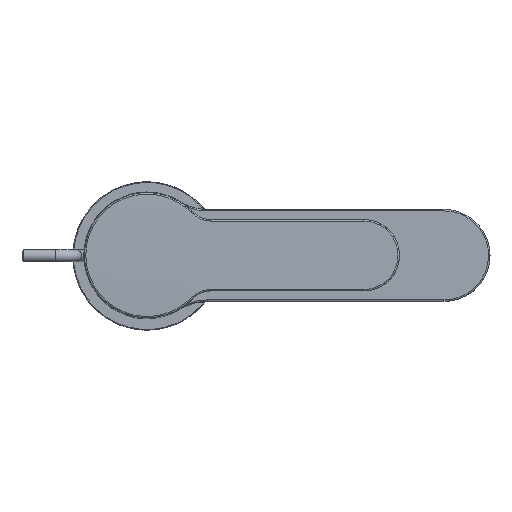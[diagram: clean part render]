
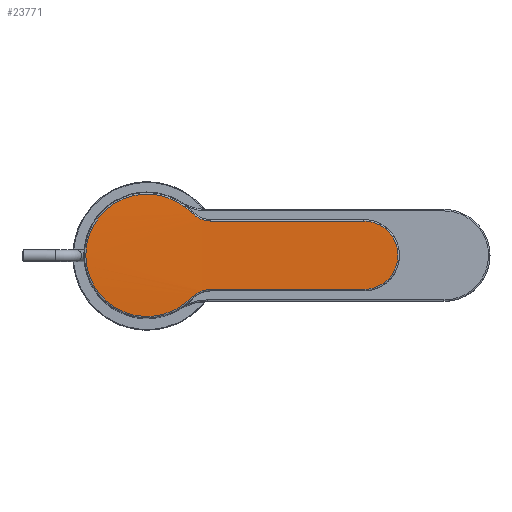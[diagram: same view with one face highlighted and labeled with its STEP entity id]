
A CAD part, top view. The second image highlights one B-rep face of the part: STEP entity #23771.
In plain terms, the highlighted cylindrical face has radius 500 mm (diameter 1000 mm), a partial arc.
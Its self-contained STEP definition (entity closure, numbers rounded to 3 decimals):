
#23408=CARTESIAN_POINT('Vertex',(15.473,13.925,142.806)) ;
#23418=CARTESIAN_POINT('Vertex',(13.857,15.329,142.765)) ;
#23422=CARTESIAN_POINT('Control Point',(13.857,15.329,142.765)) ;
#23423=CARTESIAN_POINT('Control Point',(14.195,15.067,142.773)) ;
#23424=CARTESIAN_POINT('Control Point',(14.526,14.795,142.781)) ;
#23425=CARTESIAN_POINT('Control Point',(14.85,14.514,142.789)) ;
#23426=CARTESIAN_POINT('Control Point',(15.166,14.224,142.798)) ;
#23427=CARTESIAN_POINT('Control Point',(15.473,13.925,142.806)) ;
#23595=CARTESIAN_POINT('Vertex',(12.65,16.268,142.735)) ;
#23605=CARTESIAN_POINT('Vertex',(-20.593,0.,143.)) ;
#23609=CARTESIAN_POINT('Control Point',(-20.593,0.,143.)) ;
#23610=CARTESIAN_POINT('Control Point',(-20.593,5.219,143.)) ;
#23611=CARTESIAN_POINT('Control Point',(-18.945,10.44,142.933)) ;
#23612=CARTESIAN_POINT('Control Point',(-15.635,14.956,142.792)) ;
#23613=CARTESIAN_POINT('Control Point',(-7.737,20.497,142.585)) ;
#23614=CARTESIAN_POINT('Control Point',(1.701,21.141,142.551)) ;
#23615=CARTESIAN_POINT('Control Point',(5.778,20.405,142.585)) ;
#23616=CARTESIAN_POINT('Control Point',(9.51,18.716,142.656)) ;
#23617=CARTESIAN_POINT('Control Point',(12.65,16.268,142.735)) ;
#23658=CARTESIAN_POINT('Control Point',(13.857,15.329,142.765)) ;
#23659=CARTESIAN_POINT('Control Point',(13.623,15.511,142.759)) ;
#23660=CARTESIAN_POINT('Control Point',(13.385,15.696,142.754)) ;
#23661=CARTESIAN_POINT('Control Point',(13.144,15.883,142.748)) ;
#23662=CARTESIAN_POINT('Control Point',(12.899,16.074,142.742)) ;
#23663=CARTESIAN_POINT('Control Point',(12.65,16.268,142.735)) ;
#23672=CARTESIAN_POINT('Axis2P3D Location',(31.838,0.,-357.)) ;
#23677=CARTESIAN_POINT('Line Origine',(31.838,-11.522,142.867)) ;
#23681=CARTESIAN_POINT('Vertex',(21.394,-11.522,142.867)) ;
#23683=CARTESIAN_POINT('Vertex',(73.,-11.522,142.867)) ;
#23687=CARTESIAN_POINT('Control Point',(73.,-11.522,142.867)) ;
#23688=CARTESIAN_POINT('Control Point',(75.326,-11.522,142.867)) ;
#23689=CARTESIAN_POINT('Control Point',(77.652,-10.934,142.881)) ;
#23690=CARTESIAN_POINT('Control Point',(79.779,-9.756,142.908)) ;
#23691=CARTESIAN_POINT('Control Point',(82.38,-7.266,142.953)) ;
#23692=CARTESIAN_POINT('Control Point',(83.86,-4.074,142.985)) ;
#23693=CARTESIAN_POINT('Control Point',(84.216,-2.952,142.993)) ;
#23694=CARTESIAN_POINT('Control Point',(84.849,0.511,143.008)) ;
#23695=CARTESIAN_POINT('Control Point',(84.161,4.047,142.992)) ;
#23696=CARTESIAN_POINT('Control Point',(83.103,6.239,142.967)) ;
#23697=CARTESIAN_POINT('Control Point',(80.594,9.175,142.919)) ;
#23698=CARTESIAN_POINT('Control Point',(77.205,10.868,142.882)) ;
#23699=CARTESIAN_POINT('Control Point',(75.833,11.304,142.872)) ;
#23700=CARTESIAN_POINT('Control Point',(74.416,11.522,142.867)) ;
#23701=CARTESIAN_POINT('Control Point',(73.,11.522,142.867)) ;
#23702=CARTESIAN_POINT('Vertex',(73.,11.522,142.867)) ;
#23705=CARTESIAN_POINT('Line Origine',(31.838,11.522,142.867)) ;
#23709=CARTESIAN_POINT('Vertex',(21.394,11.522,142.867)) ;
#23713=CARTESIAN_POINT('Control Point',(21.394,11.522,142.867)) ;
#23714=CARTESIAN_POINT('Control Point',(19.756,11.522,142.867)) ;
#23715=CARTESIAN_POINT('Control Point',(18.117,11.944,142.858)) ;
#23716=CARTESIAN_POINT('Control Point',(16.648,12.784,142.838)) ;
#23717=CARTESIAN_POINT('Control Point',(15.473,13.925,142.806)) ;
#23720=CARTESIAN_POINT('Control Point',(-20.593,0.,143.)) ;
#23721=CARTESIAN_POINT('Control Point',(-20.593,-4.004,143.)) ;
#23722=CARTESIAN_POINT('Control Point',(-19.621,-8.009,142.96)) ;
#23723=CARTESIAN_POINT('Control Point',(-17.677,-11.698,142.879)) ;
#23724=CARTESIAN_POINT('Control Point',(-13.547,-16.291,142.741)) ;
#23725=CARTESIAN_POINT('Control Point',(-8.182,-19.079,142.637)) ;
#23726=CARTESIAN_POINT('Control Point',(-6.29,-19.786,142.609)) ;
#23727=CARTESIAN_POINT('Control Point',(-1.201,-21.005,142.559)) ;
#23728=CARTESIAN_POINT('Control Point',(4.074,-20.595,142.575)) ;
#23729=CARTESIAN_POINT('Control Point',(7.23,-19.708,142.614)) ;
#23730=CARTESIAN_POINT('Control Point',(10.13,-18.232,142.671)) ;
#23731=CARTESIAN_POINT('Control Point',(12.65,-16.268,142.735)) ;
#23732=CARTESIAN_POINT('Vertex',(12.65,-16.268,142.735)) ;
#23736=CARTESIAN_POINT('Control Point',(12.65,-16.268,142.735)) ;
#23737=CARTESIAN_POINT('Control Point',(13.058,-15.95,142.746)) ;
#23738=CARTESIAN_POINT('Control Point',(13.461,-15.637,142.756)) ;
#23739=CARTESIAN_POINT('Control Point',(13.857,-15.329,142.765)) ;
#23740=CARTESIAN_POINT('Vertex',(13.857,-15.329,142.765)) ;
#23744=CARTESIAN_POINT('Control Point',(13.857,-15.329,142.765)) ;
#23745=CARTESIAN_POINT('Control Point',(14.421,-14.892,142.778)) ;
#23746=CARTESIAN_POINT('Control Point',(14.961,-14.422,142.792)) ;
#23747=CARTESIAN_POINT('Control Point',(15.473,-13.925,142.806)) ;
#23748=CARTESIAN_POINT('Vertex',(15.473,-13.925,142.806)) ;
#23752=CARTESIAN_POINT('Control Point',(21.394,-11.522,142.867)) ;
#23753=CARTESIAN_POINT('Control Point',(19.756,-11.522,142.867)) ;
#23754=CARTESIAN_POINT('Control Point',(18.117,-11.944,142.858)) ;
#23755=CARTESIAN_POINT('Control Point',(16.648,-12.784,142.838)) ;
#23756=CARTESIAN_POINT('Control Point',(15.473,-13.925,142.806)) ;
#23679=VECTOR('Line Direction',#23678,1.) ;
#23707=VECTOR('Line Direction',#23706,1.) ;
#23673=DIRECTION('Axis2P3D Direction',(1.,0.,0.)) ;
#23674=DIRECTION('Axis2P3D XDirection',(0.,0.042,0.999)) ;
#23678=DIRECTION('Vector Direction',(1.,0.,0.)) ;
#23706=DIRECTION('Vector Direction',(1.,0.,0.)) ;
#23675=AXIS2_PLACEMENT_3D('Cylinder Axis2P3D',#23672,#23673,#23674) ;
#23680=LINE('Line',#23677,#23679) ;
#23708=LINE('Line',#23705,#23707) ;
#23676=CYLINDRICAL_SURFACE('generated cylinder',#23675,500.) ;
#23428=EDGE_CURVE('',#23409,#23419,#23421,.F.) ;
#23618=EDGE_CURVE('',#23596,#23606,#23608,.F.) ;
#23664=EDGE_CURVE('',#23419,#23596,#23657,.T.) ;
#23685=EDGE_CURVE('',#23682,#23684,#23680,.T.) ;
#23704=EDGE_CURVE('',#23684,#23703,#23686,.T.) ;
#23711=EDGE_CURVE('',#23703,#23710,#23708,.F.) ;
#23718=EDGE_CURVE('',#23710,#23409,#23712,.T.) ;
#23734=EDGE_CURVE('',#23606,#23733,#23719,.T.) ;
#23742=EDGE_CURVE('',#23733,#23741,#23735,.T.) ;
#23750=EDGE_CURVE('',#23741,#23749,#23743,.T.) ;
#23757=EDGE_CURVE('',#23749,#23682,#23751,.F.) ;
#23759=ORIENTED_EDGE('',*,*,#23685,.T.) ;
#23760=ORIENTED_EDGE('',*,*,#23704,.T.) ;
#23761=ORIENTED_EDGE('',*,*,#23711,.T.) ;
#23762=ORIENTED_EDGE('',*,*,#23718,.T.) ;
#23763=ORIENTED_EDGE('',*,*,#23428,.T.) ;
#23764=ORIENTED_EDGE('',*,*,#23664,.T.) ;
#23765=ORIENTED_EDGE('',*,*,#23618,.T.) ;
#23766=ORIENTED_EDGE('',*,*,#23734,.T.) ;
#23767=ORIENTED_EDGE('',*,*,#23742,.T.) ;
#23768=ORIENTED_EDGE('',*,*,#23750,.T.) ;
#23769=ORIENTED_EDGE('',*,*,#23757,.T.) ;
#23758=EDGE_LOOP('',(#23759,#23760,#23761,#23762,#23763,#23764,#23765,#23766,#23767,#23768,#23769)) ;
#23409=VERTEX_POINT('',#23408) ;
#23419=VERTEX_POINT('',#23418) ;
#23596=VERTEX_POINT('',#23595) ;
#23606=VERTEX_POINT('',#23605) ;
#23682=VERTEX_POINT('',#23681) ;
#23684=VERTEX_POINT('',#23683) ;
#23703=VERTEX_POINT('',#23702) ;
#23710=VERTEX_POINT('',#23709) ;
#23733=VERTEX_POINT('',#23732) ;
#23741=VERTEX_POINT('',#23740) ;
#23749=VERTEX_POINT('',#23748) ;
#23771=ADVANCED_FACE('P32544.1\\PartBody',(#23770),#23676,.T.) ;
#23421=B_SPLINE_CURVE_WITH_KNOTS('',5,(#23422,#23423,#23424,#23425,#23426,#23427),.UNSPECIFIED.,.F.,.U.,(6,6),(39.814,41.992),.UNSPECIFIED.) ;
#23608=B_SPLINE_CURVE_WITH_KNOTS('',5,(#23609,#23610,#23611,#23612,#23613,#23614,#23615,#23616,#23617),.UNSPECIFIED.,.F.,.U.,(6,3,6),(204.965,232.187,252.962),.UNSPECIFIED.) ;
#23657=B_SPLINE_CURVE_WITH_KNOTS('',5,(#23658,#23659,#23660,#23661,#23662,#23663),.UNSPECIFIED.,.F.,.U.,(6,6),(500.004,501.533),.UNSPECIFIED.) ;
#23686=B_SPLINE_CURVE_WITH_KNOTS('',5,(#23687,#23688,#23689,#23690,#23691,#23692,#23693,#23694,#23695,#23696,#23697,#23698,#23699,#23700,#23701),.UNSPECIFIED.,.F.,.U.,(6,3,3,3,6),(0.,16.497,24.753,41.262,51.307),.UNSPECIFIED.) ;
#23712=B_SPLINE_CURVE_WITH_KNOTS('',4,(#23713,#23714,#23715,#23716,#23717),.UNSPECIFIED.,.F.,.U.,(5,5),(0.,9.284),.UNSPECIFIED.) ;
#23719=B_SPLINE_CURVE_WITH_KNOTS('',5,(#23720,#23721,#23722,#23723,#23724,#23725,#23726,#23727,#23728,#23729,#23730,#23731),.UNSPECIFIED.,.F.,.U.,(6,3,3,6),(0.,28.511,42.753,65.507),.UNSPECIFIED.) ;
#23735=B_SPLINE_CURVE_WITH_KNOTS('',3,(#23736,#23737,#23738,#23739),.UNSPECIFIED.,.F.,.U.,(4,4),(0.,2.163),.UNSPECIFIED.) ;
#23743=B_SPLINE_CURVE_WITH_KNOTS('',3,(#23744,#23745,#23746,#23747),.UNSPECIFIED.,.F.,.U.,(4,4),(0.,3.03),.UNSPECIFIED.) ;
#23751=B_SPLINE_CURVE_WITH_KNOTS('',4,(#23752,#23753,#23754,#23755,#23756),.UNSPECIFIED.,.F.,.U.,(5,5),(0.,9.296),.UNSPECIFIED.) ;
#23770=FACE_OUTER_BOUND('',#23758,.T.) ;
